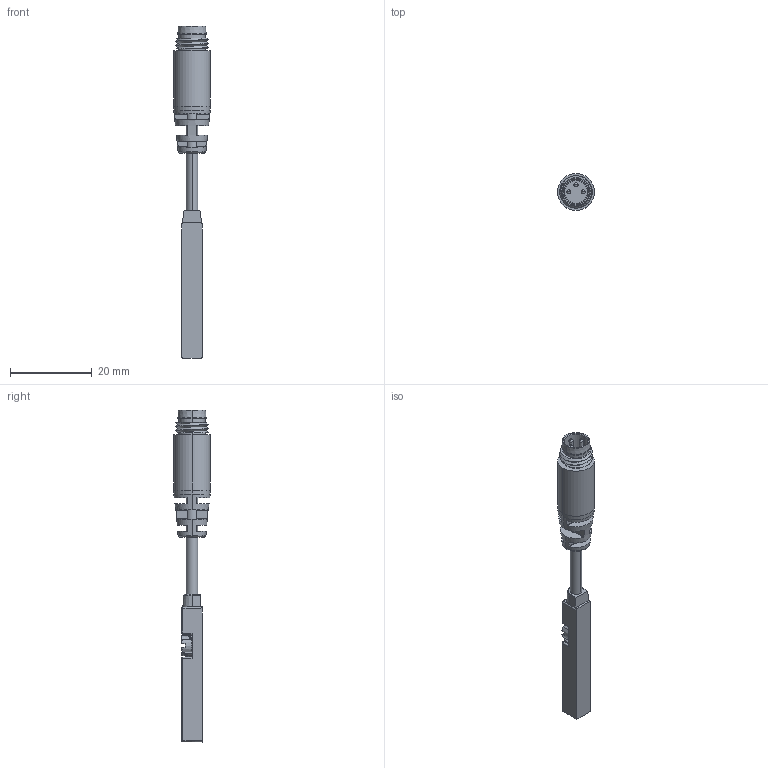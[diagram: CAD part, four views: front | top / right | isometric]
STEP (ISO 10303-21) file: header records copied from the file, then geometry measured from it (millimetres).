
FILE_DESCRIPTION((''),'2;1');
FILE_NAME('C2052-C2055_SW0001QD','2018-11-30T',('Yahsin'),(''),'CREO PARAMETRIC BY PTC INC, 2014500','CREO PARAMETRIC BY PTC INC, 2014500','');
FILE_SCHEMA(('CONFIG_CONTROL_DESIGN'));
Length unit declared in the file: millimetre
Products named in the file (1): C2052-C2055_SW0001QD
Bounding box: 9 x 9 x 81 mm (x, y, z)
Volume: 2275.9 mm3; surface area: 2300.6 mm2
Topology: 1 solids, 1 shells, 367 faces, 950 edges, 599 vertices
Faces by surface type: bspline 134, cylinder 91, plane 85, sphere 26, cone 18, torus 13
Entity records: 27651 total; most frequent: CARTESIAN_POINT 19917, ORIENTED_EDGE 1888, DIRECTION 1138, EDGE_CURVE 944, VERTEX_POINT 599, B_SPLINE_CURVE_WITH_KNOTS 488, AXIS2_PLACEMENT_3D 449, EDGE_LOOP 387
